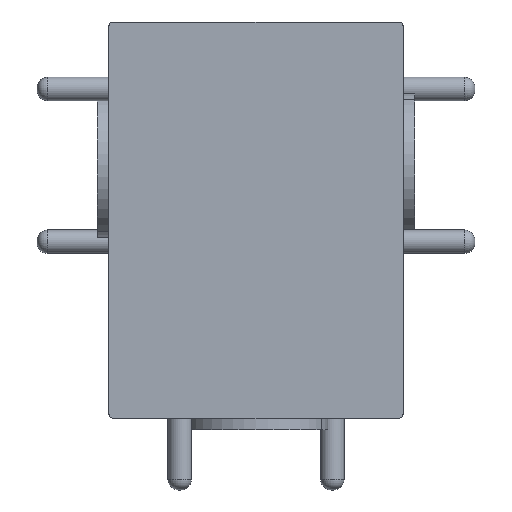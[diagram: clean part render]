
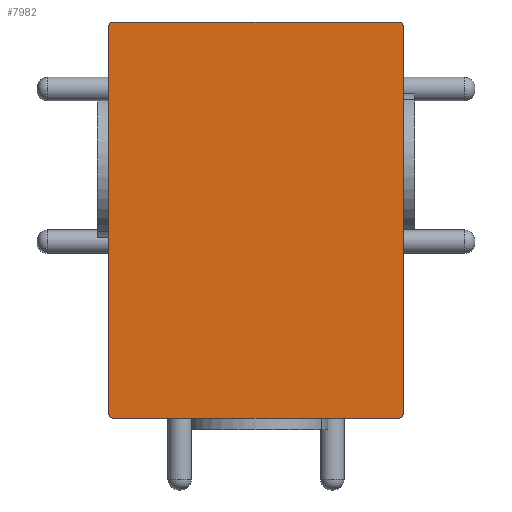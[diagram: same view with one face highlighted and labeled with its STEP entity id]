
A CAD part, front view. The second image highlights one B-rep face of the part: STEP entity #7982.
In plain terms, the highlighted planar face has unit normal (0, -1, 0).
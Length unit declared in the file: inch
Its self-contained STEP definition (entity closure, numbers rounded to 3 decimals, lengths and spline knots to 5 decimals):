
#211 = CARTESIAN_POINT ( 'NONE',  ( 0.38339, -0.37598, 0.37402 ) ) ;
#362 = AXIS2_PLACEMENT_3D ( 'NONE', #10732, #9007, #849 ) ;
#555 = VERTEX_POINT ( 'NONE', #3498 ) ;
#816 = VERTEX_POINT ( 'NONE', #8496 ) ;
#849 = DIRECTION ( 'NONE',  ( 0., 0., 1. ) ) ;
#917 = ORIENTED_EDGE ( 'NONE', *, *, #10563, .T. ) ;
#1030 = CARTESIAN_POINT ( 'NONE',  ( 0.37339, -0.37598, 0.37402 ) ) ;
#1040 = LINE ( 'NONE', #211, #2446 ) ;
#1058 = CARTESIAN_POINT ( 'NONE',  ( 0.41339, -0.37598, 0.37402 ) ) ;
#1427 = CARTESIAN_POINT ( 'NONE',  ( 0.38339, -0.37598, -0.65898 ) ) ;
#1635 = EDGE_CURVE ( 'NONE', #10303, #1932, #5966, .T. ) ;
#1932 = VERTEX_POINT ( 'NONE', #5411 ) ;
#2048 = CARTESIAN_POINT ( 'NONE',  ( 0.37339, -0.37598, -0.65898 ) ) ;
#2176 = VERTEX_POINT ( 'NONE', #4305 ) ;
#2220 = FACE_OUTER_BOUND ( 'NONE', #8922, .T. ) ;
#2242 = ORIENTED_EDGE ( 'NONE', *, *, #1635, .F. ) ;
#2322 = CIRCLE ( 'NONE', #11462, 0.01 ) ;
#2446 = VECTOR ( 'NONE', #6625, 39.37008 ) ;
#2930 = CARTESIAN_POINT ( 'NONE',  ( 0.41339, -0.37598, 0.37402 ) ) ;
#3067 = DIRECTION ( 'NONE',  ( 0., -1., 0. ) ) ;
#3078 = DIRECTION ( 'NONE',  ( 0., 0., 1. ) ) ;
#3118 = ORIENTED_EDGE ( 'NONE', *, *, #8707, .T. ) ;
#3168 = DIRECTION ( 'NONE',  ( 0., 0., 1. ) ) ;
#3465 = VERTEX_POINT ( 'NONE', #1030 ) ;
#3498 = CARTESIAN_POINT ( 'NONE',  ( 0.38339, -0.37598, -0.64898 ) ) ;
#3557 = EDGE_CURVE ( 'NONE', #8217, #3465, #3571, .T. ) ;
#3571 = CIRCLE ( 'NONE', #362, 0.01 ) ;
#3572 = EDGE_CURVE ( 'NONE', #816, #1932, #9870, .T. ) ;
#3584 = CIRCLE ( 'NONE', #11582, 0.01 ) ;
#3641 = DIRECTION ( 'NONE',  ( 0., 0., 1. ) ) ;
#3671 = ORIENTED_EDGE ( 'NONE', *, *, #3557, .T. ) ;
#3748 = CARTESIAN_POINT ( 'NONE',  ( -0.38339, -0.37598, 0.36402 ) ) ;
#3773 = AXIS2_PLACEMENT_3D ( 'NONE', #10789, #5429, #5312 ) ;
#3867 = ORIENTED_EDGE ( 'NONE', *, *, #10698, .F. ) ;
#4059 = PLANE ( 'NONE',  #5953 ) ;
#4305 = CARTESIAN_POINT ( 'NONE',  ( -0.37339, -0.37598, 0.37402 ) ) ;
#4459 = DIRECTION ( 'NONE',  ( -1., 0., 0. ) ) ;
#4479 = DIRECTION ( 'NONE',  ( 0., -1., 0. ) ) ;
#5211 = EDGE_CURVE ( 'NONE', #816, #5408, #11084, .T. ) ;
#5312 = DIRECTION ( 'NONE',  ( 0., 0., 1. ) ) ;
#5408 = VERTEX_POINT ( 'NONE', #3748 ) ;
#5411 = CARTESIAN_POINT ( 'NONE',  ( -0.37339, -0.37598, -0.65898 ) ) ;
#5429 = DIRECTION ( 'NONE',  ( 0., -1., 0. ) ) ;
#5640 = ORIENTED_EDGE ( 'NONE', *, *, #5211, .F. ) ;
#5751 = ORIENTED_EDGE ( 'NONE', *, *, #8579, .T. ) ;
#5953 = AXIS2_PLACEMENT_3D ( 'NONE', #2930, #7697, #3168 ) ;
#5966 = LINE ( 'NONE', #1427, #7953 ) ;
#6536 = LINE ( 'NONE', #1058, #7460 ) ;
#6625 = DIRECTION ( 'NONE',  ( 0., 0., -1. ) ) ;
#6709 = DIRECTION ( 'NONE',  ( 0., 0., 1. ) ) ;
#7460 = VECTOR ( 'NONE', #8254, 39.37008 ) ;
#7697 = DIRECTION ( 'NONE',  ( 0., 1., 0. ) ) ;
#7777 = CARTESIAN_POINT ( 'NONE',  ( 0.37339, -0.37598, -0.64898 ) ) ;
#7839 = ORIENTED_EDGE ( 'NONE', *, *, #3572, .T. ) ;
#7953 = VECTOR ( 'NONE', #4459, 39.37008 ) ;
#7982 = ADVANCED_FACE ( 'NONE', ( #2220 ), #4059, .F. ) ;
#8217 = VERTEX_POINT ( 'NONE', #10862 ) ;
#8254 = DIRECTION ( 'NONE',  ( -1., 0., 0. ) ) ;
#8496 = CARTESIAN_POINT ( 'NONE',  ( -0.38339, -0.37598, -0.64898 ) ) ;
#8579 = EDGE_CURVE ( 'NONE', #3465, #2176, #6536, .T. ) ;
#8707 = EDGE_CURVE ( 'NONE', #10303, #555, #2322, .T. ) ;
#8922 = EDGE_LOOP ( 'NONE', ( #2242, #3118, #3867, #3671, #5751, #917, #5640, #7839 ) ) ;
#9007 = DIRECTION ( 'NONE',  ( 0., -1., 0. ) ) ;
#9870 = CIRCLE ( 'NONE', #3773, 0.01 ) ;
#10095 = CARTESIAN_POINT ( 'NONE',  ( -0.37339, -0.37598, 0.36402 ) ) ;
#10243 = CARTESIAN_POINT ( 'NONE',  ( -0.38339, -0.37598, -0.68898 ) ) ;
#10303 = VERTEX_POINT ( 'NONE', #2048 ) ;
#10563 = EDGE_CURVE ( 'NONE', #2176, #5408, #3584, .T. ) ;
#10698 = EDGE_CURVE ( 'NONE', #8217, #555, #1040, .T. ) ;
#10732 = CARTESIAN_POINT ( 'NONE',  ( 0.37339, -0.37598, 0.36402 ) ) ;
#10789 = CARTESIAN_POINT ( 'NONE',  ( -0.37339, -0.37598, -0.64898 ) ) ;
#10827 = VECTOR ( 'NONE', #3078, 39.37008 ) ;
#10862 = CARTESIAN_POINT ( 'NONE',  ( 0.38339, -0.37598, 0.36402 ) ) ;
#11084 = LINE ( 'NONE', #10243, #10827 ) ;
#11462 = AXIS2_PLACEMENT_3D ( 'NONE', #7777, #3067, #6709 ) ;
#11582 = AXIS2_PLACEMENT_3D ( 'NONE', #10095, #4479, #3641 ) ;
